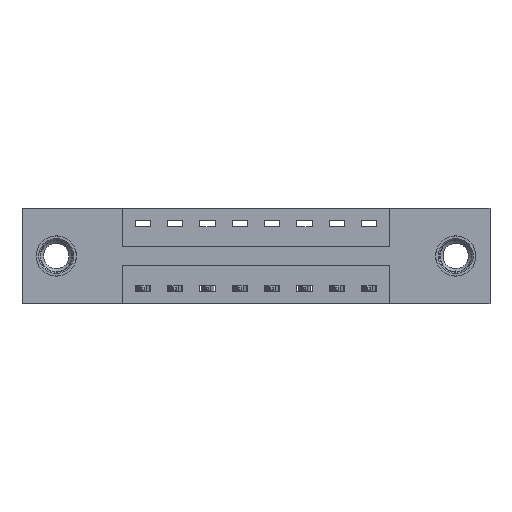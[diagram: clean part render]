
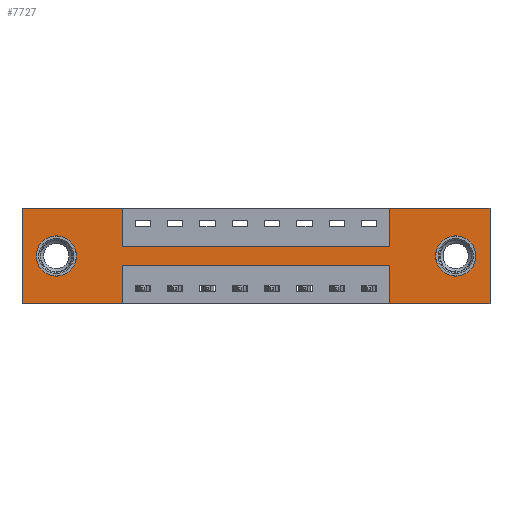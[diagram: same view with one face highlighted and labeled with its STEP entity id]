
A CAD part, front view. The second image highlights one B-rep face of the part: STEP entity #7727.
In plain terms, the highlighted planar face has unit normal (0, -1, 0).
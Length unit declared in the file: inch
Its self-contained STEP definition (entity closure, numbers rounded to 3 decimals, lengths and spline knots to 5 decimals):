
#166 = VERTEX_POINT ( 'NONE', #4658 ) ;
#190 = CARTESIAN_POINT ( 'NONE',  ( 0.1325, 0., -0.185 ) ) ;
#321 = DIRECTION ( 'NONE',  ( 0., 0., 1. ) ) ;
#338 = LINE ( 'NONE', #8479, #6871 ) ;
#607 = CARTESIAN_POINT ( 'NONE',  ( 0., 0., 0. ) ) ;
#616 = EDGE_CURVE ( 'NONE', #4443, #8639, #1502, .T. ) ;
#627 = CARTESIAN_POINT ( 'NONE',  ( 1.6775, 0., -0.263 ) ) ;
#691 = LINE ( 'NONE', #607, #9002 ) ;
#755 = FACE_OUTER_BOUND ( 'NONE', #2183, .T. ) ;
#780 = CARTESIAN_POINT ( 'NONE',  ( 1.4225, 0., 0. ) ) ;
#827 = DIRECTION ( 'NONE',  ( 0., 0., -1. ) ) ;
#845 = VERTEX_POINT ( 'NONE', #3231 ) ;
#867 = CARTESIAN_POINT ( 'NONE',  ( 0.3875, 0., -0.15 ) ) ;
#1068 = LINE ( 'NONE', #780, #9600 ) ;
#1097 = DIRECTION ( 'NONE',  ( 0., 0., 1. ) ) ;
#1151 = CARTESIAN_POINT ( 'NONE',  ( 0., 0., -0.37 ) ) ;
#1188 = EDGE_CURVE ( 'NONE', #2066, #9053, #8951, .T. ) ;
#1323 = FACE_BOUND ( 'NONE', #2985, .T. ) ;
#1385 = DIRECTION ( 'NONE',  ( 0., 0., 1. ) ) ;
#1484 = DIRECTION ( 'NONE',  ( 0., 0., -1. ) ) ;
#1502 = CIRCLE ( 'NONE', #2951, 0.078 ) ;
#1533 = CARTESIAN_POINT ( 'NONE',  ( 0.3875, 0., -0.37 ) ) ;
#1723 = EDGE_CURVE ( 'NONE', #845, #8911, #338, .T. ) ;
#1767 = EDGE_CURVE ( 'NONE', #6778, #2066, #4415, .T. ) ;
#1811 = LINE ( 'NONE', #8456, #10270 ) ;
#1863 = CARTESIAN_POINT ( 'NONE',  ( 0.3875, 0., 0. ) ) ;
#2002 = DIRECTION ( 'NONE',  ( 0., 0., -1. ) ) ;
#2066 = VERTEX_POINT ( 'NONE', #1533 ) ;
#2089 = DIRECTION ( 'NONE',  ( 1., 0., 0. ) ) ;
#2183 = EDGE_LOOP ( 'NONE', ( #6879, #6898, #6905, #6966, #7038, #7052, #7073, #7111, #7122, #7133, #7174, #7195 ) ) ;
#2218 = CARTESIAN_POINT ( 'NONE',  ( 0.3875, 0., -0.22 ) ) ;
#2309 = EDGE_LOOP ( 'NONE', ( #6682, #6765 ) ) ;
#2401 = LINE ( 'NONE', #5622, #2926 ) ;
#2617 = DIRECTION ( 'NONE',  ( 1., 0., 0. ) ) ;
#2660 = CARTESIAN_POINT ( 'NONE',  ( 1.6775, 0., -0.107 ) ) ;
#2719 = VECTOR ( 'NONE', #6206, 39.37008 ) ;
#2803 = DIRECTION ( 'NONE',  ( -1., 0., 0. ) ) ;
#2926 = VECTOR ( 'NONE', #1385, 39.37008 ) ;
#2951 = AXIS2_PLACEMENT_3D ( 'NONE', #10283, #5503, #321 ) ;
#2985 = EDGE_LOOP ( 'NONE', ( #6786, #6868 ) ) ;
#3113 = CARTESIAN_POINT ( 'NONE',  ( 1.81, 0., 0. ) ) ;
#3123 = CARTESIAN_POINT ( 'NONE',  ( 0., 0., -0.37 ) ) ;
#3231 = CARTESIAN_POINT ( 'NONE',  ( 1.81, 0., -0.37 ) ) ;
#3236 = CIRCLE ( 'NONE', #5407, 0.078 ) ;
#3252 = VERTEX_POINT ( 'NONE', #2660 ) ;
#3578 = DIRECTION ( 'NONE',  ( 0., 1., 0. ) ) ;
#3595 = VERTEX_POINT ( 'NONE', #7842 ) ;
#3675 = VERTEX_POINT ( 'NONE', #10297 ) ;
#3916 = VERTEX_POINT ( 'NONE', #627 ) ;
#4116 = VECTOR ( 'NONE', #5649, 39.37008 ) ;
#4233 = EDGE_CURVE ( 'NONE', #3916, #3252, #6559, .T. ) ;
#4359 = CIRCLE ( 'NONE', #7279, 0.078 ) ;
#4415 = LINE ( 'NONE', #6988, #6337 ) ;
#4443 = VERTEX_POINT ( 'NONE', #8755 ) ;
#4658 = CARTESIAN_POINT ( 'NONE',  ( 1.81, 0., 0. ) ) ;
#5087 = LINE ( 'NONE', #9312, #10465 ) ;
#5110 = VERTEX_POINT ( 'NONE', #7469 ) ;
#5130 = VERTEX_POINT ( 'NONE', #9928 ) ;
#5215 = VERTEX_POINT ( 'NONE', #1863 ) ;
#5291 = AXIS2_PLACEMENT_3D ( 'NONE', #3123, #10445, #5661 ) ;
#5340 = FACE_BOUND ( 'NONE', #2309, .T. ) ;
#5352 = DIRECTION ( 'NONE',  ( 0., 0., 1. ) ) ;
#5407 = AXIS2_PLACEMENT_3D ( 'NONE', #10718, #5927, #827 ) ;
#5503 = DIRECTION ( 'NONE',  ( 0., 1., 0. ) ) ;
#5524 = LINE ( 'NONE', #5700, #7398 ) ;
#5592 = VECTOR ( 'NONE', #9871, 39.37008 ) ;
#5622 = CARTESIAN_POINT ( 'NONE',  ( 0., 0., 0. ) ) ;
#5649 = DIRECTION ( 'NONE',  ( 0., 0., -1. ) ) ;
#5661 = DIRECTION ( 'NONE',  ( 0., 0., -1. ) ) ;
#5700 = CARTESIAN_POINT ( 'NONE',  ( 0.3875, 0., 0. ) ) ;
#5828 = EDGE_CURVE ( 'NONE', #3252, #3916, #3236, .T. ) ;
#5841 = CARTESIAN_POINT ( 'NONE',  ( 0., 0., -0.37 ) ) ;
#5869 = EDGE_CURVE ( 'NONE', #5906, #5130, #9999, .T. ) ;
#5906 = VERTEX_POINT ( 'NONE', #867 ) ;
#5927 = DIRECTION ( 'NONE',  ( 0., 1., 0. ) ) ;
#6166 = DIRECTION ( 'NONE',  ( 0., 1., 0. ) ) ;
#6206 = DIRECTION ( 'NONE',  ( -1., 0., 0. ) ) ;
#6337 = VECTOR ( 'NONE', #2002, 39.37008 ) ;
#6393 = CARTESIAN_POINT ( 'NONE',  ( 1.4225, 0., -0.37 ) ) ;
#6508 = EDGE_CURVE ( 'NONE', #5130, #5110, #1068, .T. ) ;
#6559 = CIRCLE ( 'NONE', #10339, 0.078 ) ;
#6592 = LINE ( 'NONE', #3113, #4116 ) ;
#6682 = ORIENTED_EDGE ( 'NONE', *, *, #5828, .T. ) ;
#6740 = DIRECTION ( 'NONE',  ( 0., 0., 1. ) ) ;
#6765 = ORIENTED_EDGE ( 'NONE', *, *, #4233, .T. ) ;
#6778 = VERTEX_POINT ( 'NONE', #2218 ) ;
#6786 = ORIENTED_EDGE ( 'NONE', *, *, #9734, .T. ) ;
#6868 = ORIENTED_EDGE ( 'NONE', *, *, #616, .T. ) ;
#6871 = VECTOR ( 'NONE', #2803, 39.37008 ) ;
#6879 = ORIENTED_EDGE ( 'NONE', *, *, #1767, .F. ) ;
#6898 = ORIENTED_EDGE ( 'NONE', *, *, #7096, .F. ) ;
#6905 = ORIENTED_EDGE ( 'NONE', *, *, #8172, .F. ) ;
#6966 = ORIENTED_EDGE ( 'NONE', *, *, #1723, .F. ) ;
#6988 = CARTESIAN_POINT ( 'NONE',  ( 0.3875, 0., -0.37 ) ) ;
#7038 = ORIENTED_EDGE ( 'NONE', *, *, #8473, .F. ) ;
#7052 = ORIENTED_EDGE ( 'NONE', *, *, #10688, .F. ) ;
#7073 = ORIENTED_EDGE ( 'NONE', *, *, #6508, .F. ) ;
#7096 = EDGE_CURVE ( 'NONE', #3675, #6778, #9593, .T. ) ;
#7111 = ORIENTED_EDGE ( 'NONE', *, *, #5869, .F. ) ;
#7119 = VECTOR ( 'NONE', #2617, 39.37008 ) ;
#7122 = ORIENTED_EDGE ( 'NONE', *, *, #10428, .F. ) ;
#7133 = ORIENTED_EDGE ( 'NONE', *, *, #10451, .F. ) ;
#7174 = ORIENTED_EDGE ( 'NONE', *, *, #9432, .F. ) ;
#7195 = ORIENTED_EDGE ( 'NONE', *, *, #1188, .F. ) ;
#7279 = AXIS2_PLACEMENT_3D ( 'NONE', #190, #6166, #1097 ) ;
#7398 = VECTOR ( 'NONE', #1484, 39.37008 ) ;
#7469 = CARTESIAN_POINT ( 'NONE',  ( 1.4225, 0., 0. ) ) ;
#7493 = CARTESIAN_POINT ( 'NONE',  ( 0.1325, 0., -0.107 ) ) ;
#7727 = ADVANCED_FACE ( 'NONE', ( #5340, #1323, #755 ), #9645, .T. ) ;
#7842 = CARTESIAN_POINT ( 'NONE',  ( 0., 0., 0. ) ) ;
#8172 = EDGE_CURVE ( 'NONE', #8911, #3675, #5087, .T. ) ;
#8314 = CARTESIAN_POINT ( 'NONE',  ( 0.3875, 0., -0.15 ) ) ;
#8439 = CARTESIAN_POINT ( 'NONE',  ( 1.6775, 0., -0.185 ) ) ;
#8456 = CARTESIAN_POINT ( 'NONE',  ( 0., 0., 0. ) ) ;
#8473 = EDGE_CURVE ( 'NONE', #166, #845, #6592, .T. ) ;
#8479 = CARTESIAN_POINT ( 'NONE',  ( 0., 0., -0.37 ) ) ;
#8639 = VERTEX_POINT ( 'NONE', #7493 ) ;
#8755 = CARTESIAN_POINT ( 'NONE',  ( 0.1325, 0., -0.263 ) ) ;
#8911 = VERTEX_POINT ( 'NONE', #6393 ) ;
#8951 = LINE ( 'NONE', #1151, #2719 ) ;
#9002 = VECTOR ( 'NONE', #10550, 39.37008 ) ;
#9043 = CARTESIAN_POINT ( 'NONE',  ( 0.3875, 0., -0.22 ) ) ;
#9053 = VERTEX_POINT ( 'NONE', #5841 ) ;
#9268 = DIRECTION ( 'NONE',  ( 0., 0., -1. ) ) ;
#9312 = CARTESIAN_POINT ( 'NONE',  ( 1.4225, 0., -0.37 ) ) ;
#9432 = EDGE_CURVE ( 'NONE', #9053, #3595, #2401, .T. ) ;
#9593 = LINE ( 'NONE', #9043, #5592 ) ;
#9600 = VECTOR ( 'NONE', #6740, 39.37008 ) ;
#9645 = PLANE ( 'NONE',  #5291 ) ;
#9734 = EDGE_CURVE ( 'NONE', #8639, #4443, #4359, .T. ) ;
#9871 = DIRECTION ( 'NONE',  ( -1., 0., 0. ) ) ;
#9928 = CARTESIAN_POINT ( 'NONE',  ( 1.4225, 0., -0.15 ) ) ;
#9999 = LINE ( 'NONE', #8314, #7119 ) ;
#10270 = VECTOR ( 'NONE', #2089, 39.37008 ) ;
#10283 = CARTESIAN_POINT ( 'NONE',  ( 0.1325, 0., -0.185 ) ) ;
#10297 = CARTESIAN_POINT ( 'NONE',  ( 1.4225, 0., -0.22 ) ) ;
#10339 = AXIS2_PLACEMENT_3D ( 'NONE', #8439, #3578, #9268 ) ;
#10428 = EDGE_CURVE ( 'NONE', #5215, #5906, #5524, .T. ) ;
#10445 = DIRECTION ( 'NONE',  ( 0., -1., 0. ) ) ;
#10451 = EDGE_CURVE ( 'NONE', #3595, #5215, #691, .T. ) ;
#10465 = VECTOR ( 'NONE', #5352, 39.37008 ) ;
#10550 = DIRECTION ( 'NONE',  ( 1., 0., 0. ) ) ;
#10688 = EDGE_CURVE ( 'NONE', #5110, #166, #1811, .T. ) ;
#10718 = CARTESIAN_POINT ( 'NONE',  ( 1.6775, 0., -0.185 ) ) ;
